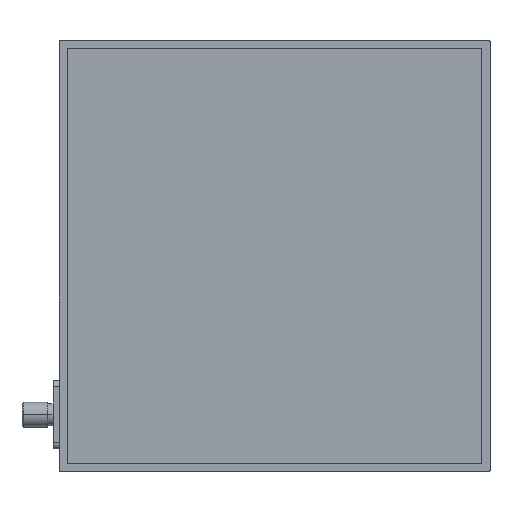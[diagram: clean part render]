
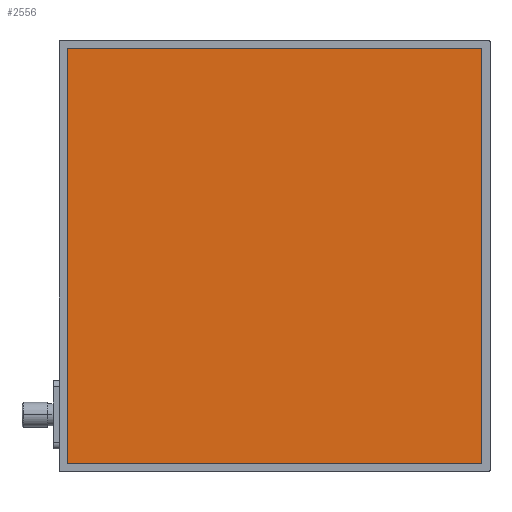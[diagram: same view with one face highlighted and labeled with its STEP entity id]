
A CAD part, top view. The second image highlights one B-rep face of the part: STEP entity #2556.
In plain terms, the highlighted planar face has unit normal (0, 0, 1).
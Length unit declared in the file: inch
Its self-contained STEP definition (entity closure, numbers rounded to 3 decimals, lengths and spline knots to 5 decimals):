
#209 = ORIENTED_EDGE ( 'NONE', *, *, #981, .T. ) ;
#862 = DIRECTION ( 'NONE',  ( -1., 0., 0. ) ) ;
#915 = EDGE_CURVE ( 'NONE', #2177, #5813, #5959, .T. ) ;
#981 = EDGE_CURVE ( 'NONE', #1397, #1999, #6552, .T. ) ;
#1307 = CARTESIAN_POINT ( 'NONE',  ( -8.01181, 8.0315, -0.06496 ) ) ;
#1397 = VERTEX_POINT ( 'NONE', #1307 ) ;
#1483 = DIRECTION ( 'NONE',  ( 0., -1., 0. ) ) ;
#1499 = EDGE_CURVE ( 'NONE', #5813, #1397, #3670, .T. ) ;
#1605 = CARTESIAN_POINT ( 'NONE',  ( -0.1378, 8.0315, -0.06496 ) ) ;
#1663 = VECTOR ( 'NONE', #4502, 39.37008 ) ;
#1999 = VERTEX_POINT ( 'NONE', #4029 ) ;
#2069 = FACE_OUTER_BOUND ( 'NONE', #4540, .T. ) ;
#2177 = VERTEX_POINT ( 'NONE', #3821 ) ;
#2285 = CARTESIAN_POINT ( 'NONE',  ( -8.01181, 0.15748, -0.06496 ) ) ;
#2556 = ADVANCED_FACE ( 'NONE', ( #2069 ), #6024, .T. ) ;
#2673 = CARTESIAN_POINT ( 'NONE',  ( -0.1378, 8.0315, -0.06496 ) ) ;
#2978 = ORIENTED_EDGE ( 'NONE', *, *, #4072, .T. ) ;
#3670 = LINE ( 'NONE', #5927, #4619 ) ;
#3821 = CARTESIAN_POINT ( 'NONE',  ( -0.1378, 0.15748, -0.06496 ) ) ;
#4029 = CARTESIAN_POINT ( 'NONE',  ( -8.01181, 0.15748, -0.06496 ) ) ;
#4072 = EDGE_CURVE ( 'NONE', #1999, #2177, #5609, .T. ) ;
#4295 = DIRECTION ( 'NONE',  ( 1., 0., 0. ) ) ;
#4329 = CARTESIAN_POINT ( 'NONE',  ( -8.01181, 8.0315, -0.06496 ) ) ;
#4502 = DIRECTION ( 'NONE',  ( 1., 0., 0. ) ) ;
#4540 = EDGE_LOOP ( 'NONE', ( #209, #2978, #4607, #4954 ) ) ;
#4607 = ORIENTED_EDGE ( 'NONE', *, *, #915, .T. ) ;
#4619 = VECTOR ( 'NONE', #862, 39.37008 ) ;
#4919 = CARTESIAN_POINT ( 'NONE',  ( -8.01181, 8.0315, -0.06496 ) ) ;
#4954 = ORIENTED_EDGE ( 'NONE', *, *, #1499, .T. ) ;
#5297 = VECTOR ( 'NONE', #1483, 39.37008 ) ;
#5609 = LINE ( 'NONE', #2285, #1663 ) ;
#5651 = VECTOR ( 'NONE', #6587, 39.37008 ) ;
#5812 = AXIS2_PLACEMENT_3D ( 'NONE', #4329, #5889, #4295 ) ;
#5813 = VERTEX_POINT ( 'NONE', #1605 ) ;
#5889 = DIRECTION ( 'NONE',  ( 0., 0., 1. ) ) ;
#5927 = CARTESIAN_POINT ( 'NONE',  ( -8.01181, 8.0315, -0.06496 ) ) ;
#5959 = LINE ( 'NONE', #2673, #5651 ) ;
#6024 = PLANE ( 'NONE',  #5812 ) ;
#6552 = LINE ( 'NONE', #4919, #5297 ) ;
#6587 = DIRECTION ( 'NONE',  ( 0., 1., 0. ) ) ;
